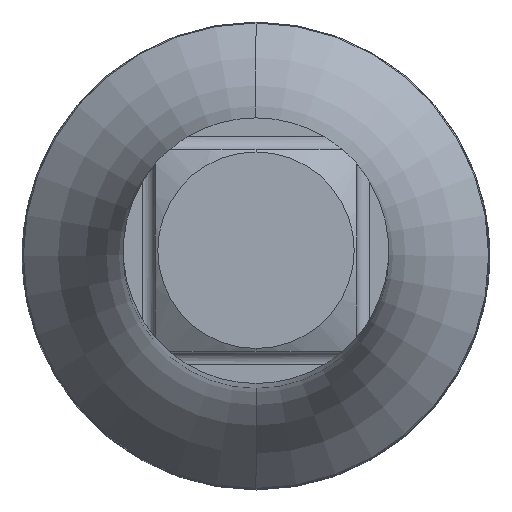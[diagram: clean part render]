
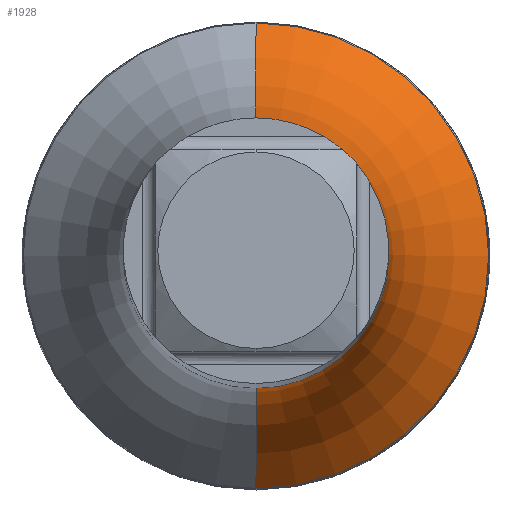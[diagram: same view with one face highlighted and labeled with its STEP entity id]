
A CAD part, top view. The second image highlights one B-rep face of the part: STEP entity #1928.
In plain terms, the highlighted toroidal (fillet/blend) face has major radius 42.5 mm and minor radius 30 mm.
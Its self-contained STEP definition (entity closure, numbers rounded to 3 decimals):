
#729=CARTESIAN_POINT('',(0.,0.,34.918));
#730=DIRECTION('',(0.,0.,-1.));
#731=DIRECTION('',(0.,1.,0.));
#732=AXIS2_PLACEMENT_3D('',#729,#730,#731);
#745=CARTESIAN_POINT('',(0.,42.5,56.733));
#746=DIRECTION('',(1.,0.,0.));
#747=DIRECTION('',(0.,-1.,0.));
#748=AXIS2_PLACEMENT_3D('',#745,#746,#747);
#753=CARTESIAN_POINT('',(0.,0.,56.733));
#754=DIRECTION('',(0.,0.,-1.));
#755=DIRECTION('',(0.,1.,0.));
#756=AXIS2_PLACEMENT_3D('',#753,#754,#755);
#919=CARTESIAN_POINT('',(0.,-42.5,56.733));
#920=DIRECTION('',(-1.,0.,0.));
#921=DIRECTION('',(0.,1.,0.));
#922=AXIS2_PLACEMENT_3D('',#919,#920,#921);
#1365=CARTESIAN_POINT('',(0.,-12.5,56.733));
#1366=CARTESIAN_POINT('',(0.,12.5,56.733));
#1367=VERTEX_POINT('',#1365);
#1368=VERTEX_POINT('',#1366);
#1369=CARTESIAN_POINT('',(0.,-21.906,
34.918));
#1370=CARTESIAN_POINT('',(0.,21.906,34.918));
#1371=VERTEX_POINT('',#1369);
#1372=VERTEX_POINT('',#1370);
#1914=CARTESIAN_POINT('',(0.,0.,56.733));
#1915=DIRECTION('',(0.,0.,-1.));
#1916=DIRECTION('',(-0.024,1.,0.));
#1917=AXIS2_PLACEMENT_3D('',#1914,#1915,#1916);
#1918=TOROIDAL_SURFACE('',#1917,42.5,30.);
#1920=ORIENTED_EDGE('',*,*,#1919,.F.);
#1922=ORIENTED_EDGE('',*,*,#1921,.T.);
#1923=ORIENTED_EDGE('',*,*,#1904,.T.);
#1925=ORIENTED_EDGE('',*,*,#1924,.F.);
#1926=EDGE_LOOP('',(#1920,#1922,#1923,#1925));
#1927=FACE_OUTER_BOUND('',#1926,.F.);
#1928=ADVANCED_FACE('',(#1927),#1918,.F.);
#733=CIRCLE('',#732,21.906);
#749=CIRCLE('',#748,30.);
#757=CIRCLE('',#756,12.5);
#923=CIRCLE('',#922,30.);
#1904=EDGE_CURVE('',#1372,#1371,#733,.T.);
#1919=EDGE_CURVE('',#1368,#1367,#757,.T.);
#1921=EDGE_CURVE('',#1368,#1372,#749,.T.);
#1924=EDGE_CURVE('',#1367,#1371,#923,.T.);
